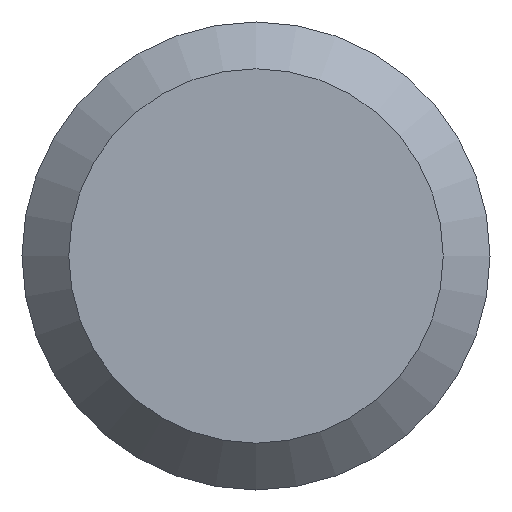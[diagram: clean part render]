
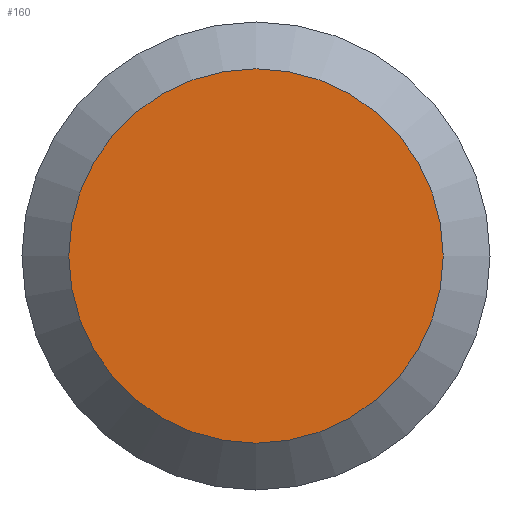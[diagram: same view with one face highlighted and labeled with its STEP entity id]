
A CAD part, left-side view. The second image highlights one B-rep face of the part: STEP entity #160.
In plain terms, the highlighted planar face has unit normal (-1, 0, 0).
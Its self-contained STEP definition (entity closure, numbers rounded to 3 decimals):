
#12 = FACE_OUTER_BOUND ( 'NONE', #14, .T. ) ;
#14 = EDGE_LOOP ( 'NONE', ( #110 ) ) ;
#26 = CARTESIAN_POINT ( 'NONE',  ( 0., 3.95, 0. ) ) ;
#38 = CIRCLE ( 'NONE', #42, 3.16 ) ;
#42 = AXIS2_PLACEMENT_3D ( 'NONE', #167, #106, #83 ) ;
#67 = EDGE_CURVE ( 'NONE', #138, #138, #38, .T. ) ;
#81 = CARTESIAN_POINT ( 'NONE',  ( 0., 0., -3.16 ) ) ;
#83 = DIRECTION ( 'NONE',  ( 0., 0., -1. ) ) ;
#106 = DIRECTION ( 'NONE',  ( -1., 0., 0. ) ) ;
#108 = AXIS2_PLACEMENT_3D ( 'NONE', #26, #191, #120 ) ;
#110 = ORIENTED_EDGE ( 'NONE', *, *, #67, .T. ) ;
#120 = DIRECTION ( 'NONE',  ( 0., 0., -1. ) ) ;
#138 = VERTEX_POINT ( 'NONE', #81 ) ;
#160 = ADVANCED_FACE ( 'NONE', ( #12 ), #192, .F. ) ;
#167 = CARTESIAN_POINT ( 'NONE',  ( 0., 0., 0. ) ) ;
#191 = DIRECTION ( 'NONE',  ( 1., 0., 0. ) ) ;
#192 = PLANE ( 'NONE',  #108 ) ;
